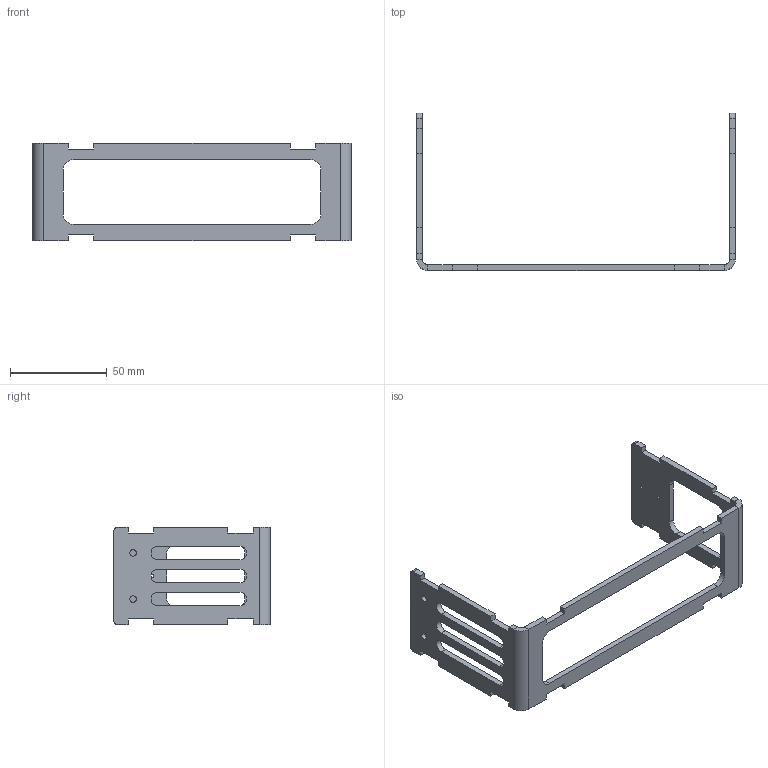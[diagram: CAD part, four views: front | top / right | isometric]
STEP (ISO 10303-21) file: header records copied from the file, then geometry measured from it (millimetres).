
FILE_DESCRIPTION (( 'STEP AP214' ), '1' );
FILE_NAME ('ClamshellTop.STEP', '2025-02-23T18:44:34', ( '' ), ( '' ), 'SwSTEP 2.0', 'SolidWorks 2024', '' );
FILE_SCHEMA (( 'AUTOMOTIVE_DESIGN' ));
Length unit declared in the file: inch
Products named in the file (1): ClamshellTop
Bounding box: 164.98 x 81.28 x 50.55 mm (x, y, z)
Volume: 26956.7 mm3; surface area: 22621.2 mm2
Topology: 1 solids, 1 shells, 113 faces, 317 edges, 206 vertices
Faces by surface type: plane 80, cylinder 33
Entity records: 3672 total; most frequent: CARTESIAN_POINT 637, ORIENTED_EDGE 634, DIRECTION 611, EDGE_CURVE 317, VECTOR 251, LINE 251, VERTEX_POINT 206, AXIS2_PLACEMENT_3D 180
